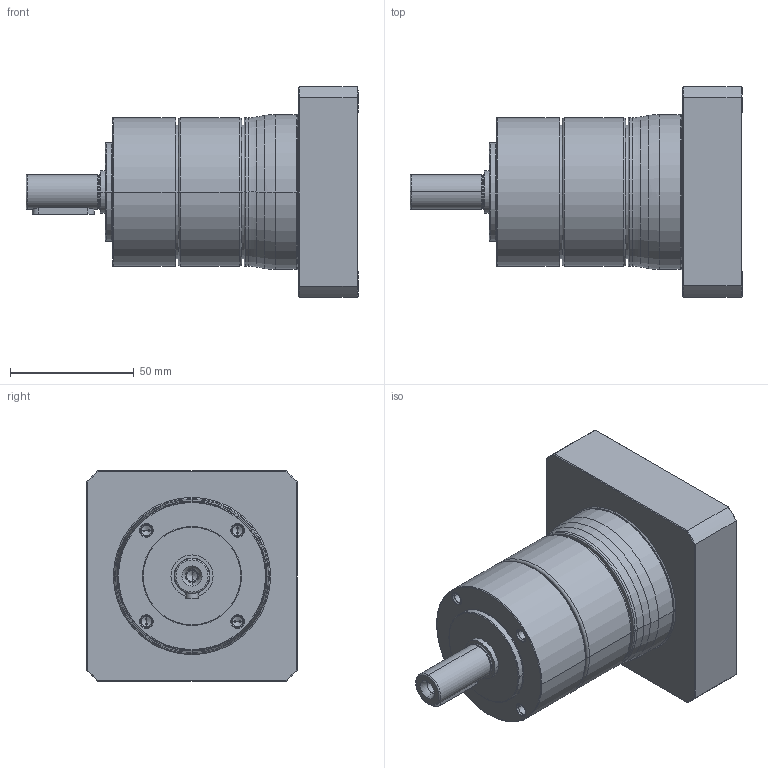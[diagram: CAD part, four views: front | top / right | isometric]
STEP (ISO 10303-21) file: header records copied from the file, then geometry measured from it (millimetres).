
FILE_DESCRIPTION((''),'2;1');
FILE_NAME('PG2-060_1ST_14-P0411302007_ASM','2020-11-02T',('d01226'),(''),'PRO/ENGINEER BY PARAMETRIC TECHNOLOGY CORPORATION, 2015240','PRO/ENGINEER BY PARAMETRIC TECHNOLOGY CORPORATION, 2015240','');
FILE_SCHEMA(('CONFIG_CONTROL_DESIGN'));
Length unit declared in the file: millimetre
Products named in the file (9): P1325200001; P0250200001; P1324200201; P0350201103; P0941202001; P0503300005; P0411302007; P1702300001; PG2-060_1ST_14-P0411302007_ASM
Assembly tree (8 placements, depth 2):
  PG2-060_1ST_14-P0411302007_ASM
    P1325200001
    P0250200001
    P1324200201
    P0350201103
    P0941202001
    P0503300005
    P0411302007
    P1702300001
Bounding box: 134 x 85 x 85 mm (x, y, z)
Volume: 358829.5 mm3; surface area: 69928 mm2
Topology: 8 solids, 18 shells, 276 faces, 613 edges, 365 vertices
Faces by surface type: cylinder 104, cone 68, plane 58, torus 40, bspline 6
Entity records: 8303 total; most frequent: CARTESIAN_POINT 1874, DIRECTION 1484, ORIENTED_EDGE 1150, AXIS2_PLACEMENT_3D 639, EDGE_CURVE 595, VERTEX_POINT 365, CIRCLE 344, EDGE_LOOP 318
